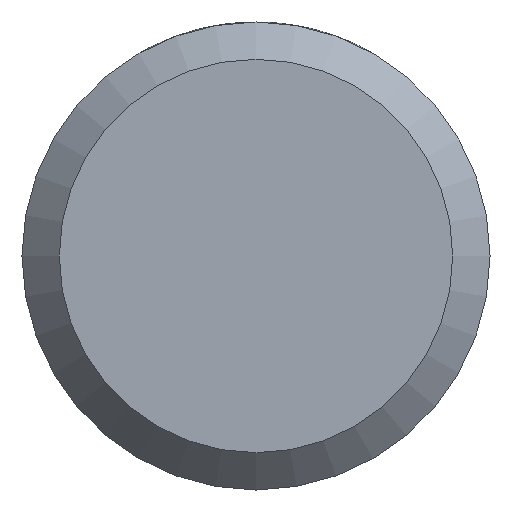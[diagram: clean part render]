
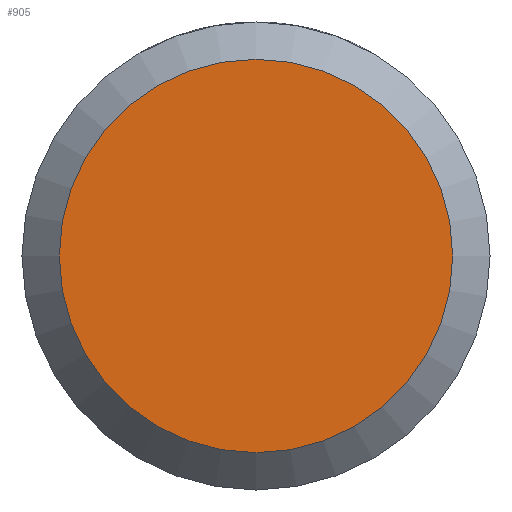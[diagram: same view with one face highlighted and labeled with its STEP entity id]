
A CAD part, front view. The second image highlights one B-rep face of the part: STEP entity #905.
In plain terms, the highlighted planar face has unit normal (0, -1, 0).
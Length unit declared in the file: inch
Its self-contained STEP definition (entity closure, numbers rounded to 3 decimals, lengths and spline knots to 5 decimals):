
#17 = CARTESIAN_POINT ( 'NONE',  ( 0., 0., 0.08275 ) ) ;
#42 = AXIS2_PLACEMENT_3D ( 'NONE', #1104, #318, #232 ) ;
#54 = ORIENTED_EDGE ( 'NONE', *, *, #550, .T. ) ;
#70 = EDGE_LOOP ( 'NONE', ( #54 ) ) ;
#232 = DIRECTION ( 'NONE',  ( 0., 0., 1. ) ) ;
#277 = DIRECTION ( 'NONE',  ( 0., 0., 1. ) ) ;
#318 = DIRECTION ( 'NONE',  ( 0., -1., 0. ) ) ;
#364 = CIRCLE ( 'NONE', #42, 0.08275 ) ;
#451 = PLANE ( 'NONE',  #810 ) ;
#550 = EDGE_CURVE ( 'NONE', #733, #733, #364, .T. ) ;
#733 = VERTEX_POINT ( 'NONE', #17 ) ;
#734 = FACE_OUTER_BOUND ( 'NONE', #70, .T. ) ;
#810 = AXIS2_PLACEMENT_3D ( 'NONE', #1059, #975, #277 ) ;
#905 = ADVANCED_FACE ( 'NONE', ( #734 ), #451, .F. ) ;
#975 = DIRECTION ( 'NONE',  ( 0., 1., 0. ) ) ;
#1059 = CARTESIAN_POINT ( 'NONE',  ( 0., 0., 0. ) ) ;
#1104 = CARTESIAN_POINT ( 'NONE',  ( 0., 0., 0. ) ) ;
